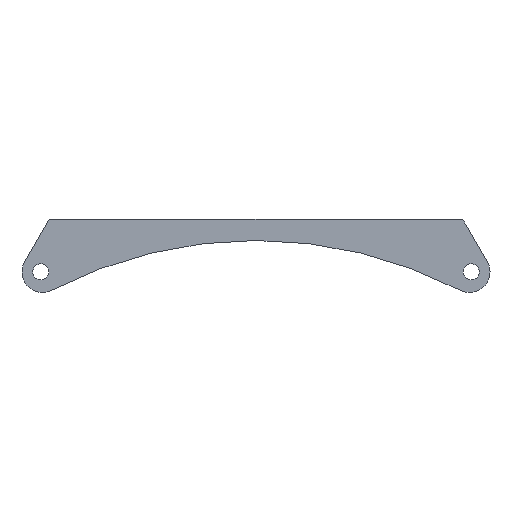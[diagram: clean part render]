
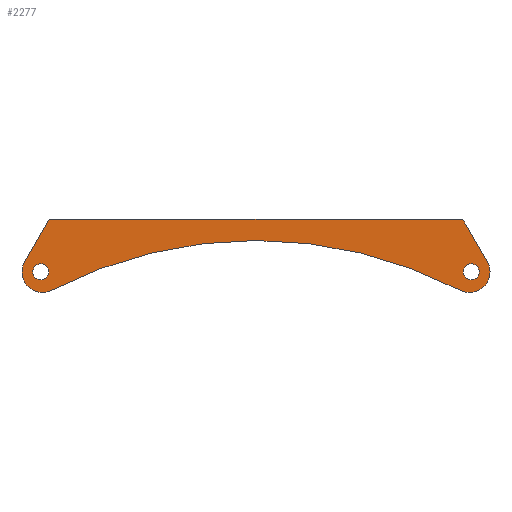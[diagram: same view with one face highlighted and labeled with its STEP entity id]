
A CAD part, left-side view. The second image highlights one B-rep face of the part: STEP entity #2277.
In plain terms, the highlighted planar face has unit normal (-1, 0, 0).
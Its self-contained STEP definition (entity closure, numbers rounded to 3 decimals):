
#25=FACE_BOUND('',#336,.T.);
#26=FACE_BOUND('',#337,.T.);
#105=PLANE('',#2487);
#213=FACE_OUTER_BOUND('',#335,.T.);
#335=EDGE_LOOP('',(#2101,#2102,#2103,#2104,#2105,#2106,#2107,#2108));
#336=EDGE_LOOP('',(#2109));
#337=EDGE_LOOP('',(#2110));
#447=LINE('',#3545,#671);
#464=LINE('',#3589,#688);
#566=LINE('',#3844,#790);
#570=LINE('',#3853,#794);
#574=LINE('',#3861,#798);
#671=VECTOR('',#2755,10.);
#688=VECTOR('',#2790,10.);
#790=VECTOR('',#3090,10.);
#794=VECTOR('',#3100,10.);
#798=VECTOR('',#3110,10.);
#896=CIRCLE('',#2470,13.);
#901=CIRCLE('',#2488,13.);
#902=CIRCLE('',#2489,278.731);
#903=CIRCLE('',#2490,5.05);
#904=CIRCLE('',#2491,5.05);
#1047=VERTEX_POINT('',#3542);
#1048=VERTEX_POINT('',#3544);
#1065=VERTEX_POINT('',#3586);
#1066=VERTEX_POINT('',#3588);
#1118=VERTEX_POINT('',#3833);
#1120=VERTEX_POINT('',#3843);
#1122=VERTEX_POINT('',#3852);
#1126=VERTEX_POINT('',#3873);
#1127=VERTEX_POINT('',#3876);
#1128=VERTEX_POINT('',#3878);
#1291=EDGE_CURVE('',#1048,#1047,#447,.T.);
#1313=EDGE_CURVE('',#1066,#1065,#464,.T.);
#1439=EDGE_CURVE('',#1118,#1048,#896,.T.);
#1444=EDGE_CURVE('',#1120,#1066,#566,.T.);
#1448=EDGE_CURVE('',#1122,#1120,#570,.T.);
#1452=EDGE_CURVE('',#1047,#1122,#574,.T.);
#1458=EDGE_CURVE('',#1065,#1126,#901,.T.);
#1459=EDGE_CURVE('',#1126,#1118,#902,.T.);
#1460=EDGE_CURVE('',#1127,#1127,#903,.T.);
#1461=EDGE_CURVE('',#1128,#1128,#904,.T.);
#2101=ORIENTED_EDGE('',*,*,#1313,.T.);
#2102=ORIENTED_EDGE('',*,*,#1458,.T.);
#2103=ORIENTED_EDGE('',*,*,#1459,.T.);
#2104=ORIENTED_EDGE('',*,*,#1439,.T.);
#2105=ORIENTED_EDGE('',*,*,#1291,.T.);
#2106=ORIENTED_EDGE('',*,*,#1452,.T.);
#2107=ORIENTED_EDGE('',*,*,#1448,.T.);
#2108=ORIENTED_EDGE('',*,*,#1444,.T.);
#2109=ORIENTED_EDGE('',*,*,#1460,.T.);
#2110=ORIENTED_EDGE('',*,*,#1461,.T.);
#2277=ADVANCED_FACE('',(#213,#25,#26),#105,.F.);
#2470=AXIS2_PLACEMENT_3D('',#3834,#3076,#3077);
#2487=AXIS2_PLACEMENT_3D('',#3872,#3124,#3125);
#2488=AXIS2_PLACEMENT_3D('',#3874,#3126,#3127);
#2489=AXIS2_PLACEMENT_3D('',#3875,#3128,#3129);
#2490=AXIS2_PLACEMENT_3D('',#3877,#3130,#3131);
#2491=AXIS2_PLACEMENT_3D('',#3879,#3132,#3133);
#2755=DIRECTION('',(0.,0.5,0.866));
#2790=DIRECTION('',(0.,0.5,-0.866));
#3076=DIRECTION('center_axis',(-1.,0.,0.));
#3077=DIRECTION('ref_axis',(0.,1.,0.));
#3090=DIRECTION('',(0.,1.,0.));
#3100=DIRECTION('',(0.,1.,0.));
#3110=DIRECTION('',(0.,0.5,0.866));
#3124=DIRECTION('center_axis',(1.,0.,0.));
#3125=DIRECTION('ref_axis',(0.,1.,0.));
#3126=DIRECTION('center_axis',(-1.,0.,0.));
#3127=DIRECTION('ref_axis',(0.,1.,0.));
#3128=DIRECTION('center_axis',(1.,0.,0.));
#3129=DIRECTION('ref_axis',(0.,0.459,0.888));
#3130=DIRECTION('center_axis',(1.,0.,0.));
#3131=DIRECTION('ref_axis',(0.,1.,0.));
#3132=DIRECTION('center_axis',(1.,0.,0.));
#3133=DIRECTION('ref_axis',(0.,1.,0.));
#3542=CARTESIAN_POINT('',(-16.5,-132.,22.));
#3544=CARTESIAN_POINT('',(-16.5,-145.541,-1.454));
#3545=CARTESIAN_POINT('',(-16.5,-132.,22.));
#3586=CARTESIAN_POINT('',(-16.5,145.568,-1.501));
#3588=CARTESIAN_POINT('',(-16.5,130.268,25.));
#3589=CARTESIAN_POINT('',(-16.5,132.,22.));
#3833=CARTESIAN_POINT('',(-16.5,-127.824,-19.267));
#3834=CARTESIAN_POINT('Origin',(-16.5,-134.31,-8.001));
#3843=CARTESIAN_POINT('',(-16.5,0.,25.));
#3844=CARTESIAN_POINT('',(-16.5,130.268,25.));
#3852=CARTESIAN_POINT('',(-16.5,-130.268,25.));
#3853=CARTESIAN_POINT('',(-16.5,-130.268,25.));
#3861=CARTESIAN_POINT('',(-16.5,-132.,22.));
#3872=CARTESIAN_POINT('Origin',(-16.5,0.,1.999));
#3873=CARTESIAN_POINT('',(-16.5,127.97,-19.35));
#3874=CARTESIAN_POINT('Origin',(-16.5,134.31,-8.001));
#3875=CARTESIAN_POINT('Origin',(-16.5,-0.007,-266.965));
#3876=CARTESIAN_POINT('',(-16.5,130.45,-8.001));
#3877=CARTESIAN_POINT('Origin',(-16.5,135.5,-8.001));
#3878=CARTESIAN_POINT('',(-16.5,-140.55,-8.001));
#3879=CARTESIAN_POINT('Origin',(-16.5,-135.5,-8.001));
